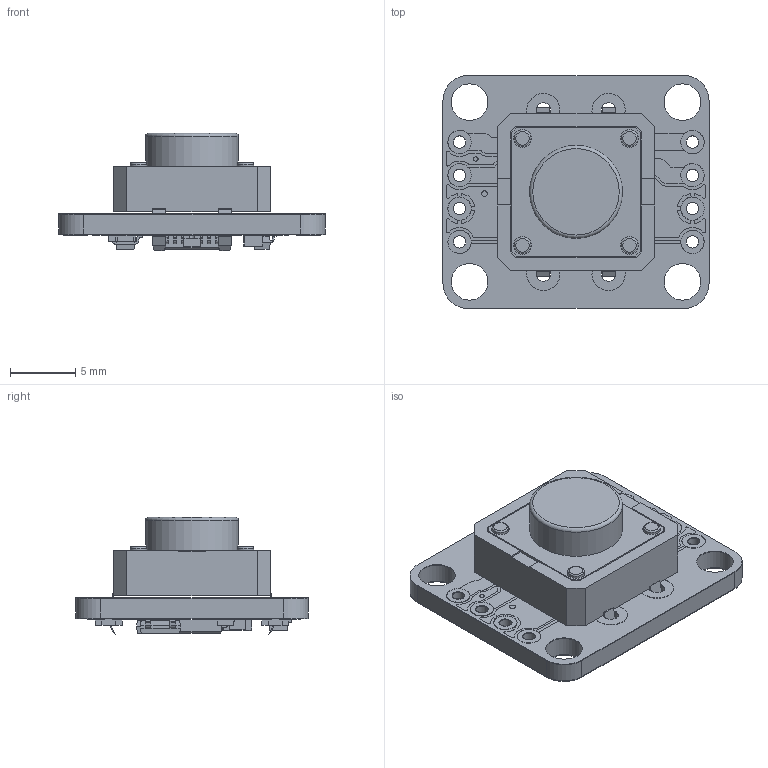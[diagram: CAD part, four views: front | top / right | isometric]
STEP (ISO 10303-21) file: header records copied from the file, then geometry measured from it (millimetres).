
FILE_DESCRIPTION(/* description */ (''),/* implementation_level */ '2;1');
FILE_NAME(/* name */ '1400 Push Button Power Switch.step',/* time_stamp */ '2022-05-30T00:07:32-05:00',/* author */ (''),/* organization */ (''),/* preprocessor_version */ 'ST-DEVELOPER v19',/* originating_system */ 'Autodesk Translation Framework v11.7.0.108',/* authorisation */ '');
FILE_SCHEMA (('AUTOMOTIVE_DESIGN { 1 0 10303 214 3 1 1 }'));
Products named in the file (16): 1400 Push Button Power Switch; Power Switch; Board; Copper (Bottom); Copper (Top); Soldermask (Bottom); Soldermask (Top); Packages; CHIP-LED0805; B3F-40XX-ROUND-3D; C0805-3D; MC14093B-TSSOP14-3D; 35746670.f3d ; SOT23-WIDE; SOT23-BEC-3D; R0805-3D
Assembly tree (18 placements, depth 5):
  1400 Push Button Power Switch
    Power Switch
      Board
        Copper (Bottom)
        Copper (Top)
        Soldermask (Bottom)
        Soldermask (Top)
      Packages
        CHIP-LED0805
        B3F-40XX-ROUND-3D
        C0805-3D
        MC14093B-TSSOP14-3D
          35746670.f3d 
        SOT23-WIDE
        SOT23-BEC-3D
        R0805-3D  x4
Bounding box: 20.32 x 17.78 x 8.96 mm (x, y, z)
Volume: 1157.7 mm3; surface area: 3964.4 mm2
Topology: 133 solids, 133 shells, 2713 faces, 7221 edges, 4778 vertices
Faces by surface type: plane 2216, cylinder 476, sphere 16, torus 5
Full cylindrical faces by diameter (mm): 0.3 x1, 0.336 x3, 0.406 x2, 0.43 x18, 0.5 x12, 0.946 x40, 1 x3, 1.016 x16, 1.124 x20, 1.194 x8, 1.25 x4, 1.35 x4, 1.803 x6, 2.8 x12, 7.1 x1
Entity records: 83585 total; most frequent: CARTESIAN_POINT 14668, ORIENTED_EDGE 14194, DIRECTION 13458, EDGE_CURVE 7097, LINE 6114, VECTOR 6114, VERTEX_POINT 4706, AXIS2_PLACEMENT_3D 3672
